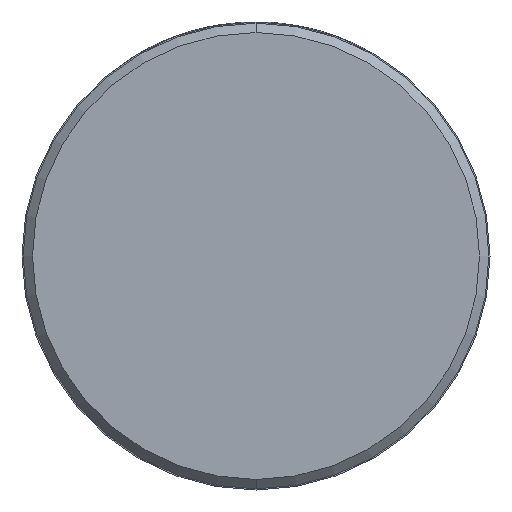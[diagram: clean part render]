
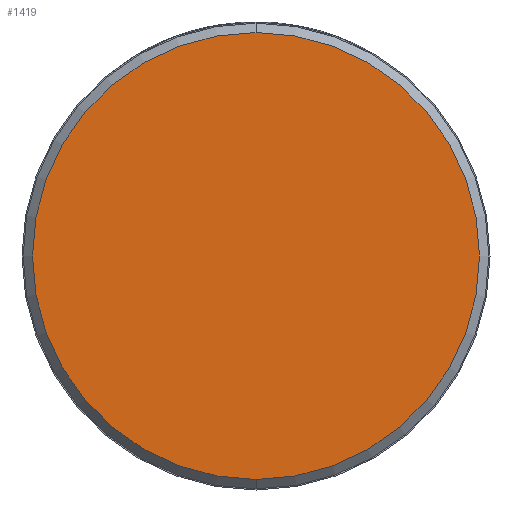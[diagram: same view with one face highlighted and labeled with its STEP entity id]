
A CAD part, front view. The second image highlights one B-rep face of the part: STEP entity #1419.
In plain terms, the highlighted planar face has unit normal (0, -1, 0).
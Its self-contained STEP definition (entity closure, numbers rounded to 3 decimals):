
#27 = FACE_OUTER_BOUND ( 'NONE', #3265, .T. ) ;
#88 = AXIS2_PLACEMENT_3D ( 'NONE', #147, #3000, #731 ) ;
#147 = CARTESIAN_POINT ( 'NONE',  ( 0., 0., 0. ) ) ;
#318 = ORIENTED_EDGE ( 'NONE', *, *, #2573, .T. ) ;
#590 = VERTEX_POINT ( 'NONE', #3670 ) ;
#623 = CARTESIAN_POINT ( 'NONE',  ( 0., 0., 0. ) ) ;
#731 = DIRECTION ( 'NONE',  ( 0., 0., 1. ) ) ;
#945 = DIRECTION ( 'NONE',  ( 0., -1., 0. ) ) ;
#1029 = DIRECTION ( 'NONE',  ( 0., 1., 0. ) ) ;
#1174 = VERTEX_POINT ( 'NONE', #2575 ) ;
#1305 = DIRECTION ( 'NONE',  ( 0., 0., 1. ) ) ;
#1320 = CARTESIAN_POINT ( 'NONE',  ( 0., 0., 0. ) ) ;
#1419 = ADVANCED_FACE ( 'NONE', ( #27 ), #1583, .F. ) ;
#1583 = PLANE ( 'NONE',  #2524 ) ;
#2337 = AXIS2_PLACEMENT_3D ( 'NONE', #623, #945, #3261 ) ;
#2379 = CIRCLE ( 'NONE', #88, 47.75 ) ;
#2524 = AXIS2_PLACEMENT_3D ( 'NONE', #1320, #1029, #1305 ) ;
#2573 = EDGE_CURVE ( 'NONE', #590, #1174, #2379, .T. ) ;
#2575 = CARTESIAN_POINT ( 'NONE',  ( 0., 0., -47.75 ) ) ;
#2957 = EDGE_CURVE ( 'NONE', #1174, #590, #3103, .T. ) ;
#3000 = DIRECTION ( 'NONE',  ( 0., -1., 0. ) ) ;
#3103 = CIRCLE ( 'NONE', #2337, 47.75 ) ;
#3261 = DIRECTION ( 'NONE',  ( 0., 0., 1. ) ) ;
#3265 = EDGE_LOOP ( 'NONE', ( #318, #3704 ) ) ;
#3670 = CARTESIAN_POINT ( 'NONE',  ( 0., 0., 47.75 ) ) ;
#3704 = ORIENTED_EDGE ( 'NONE', *, *, #2957, .T. ) ;
